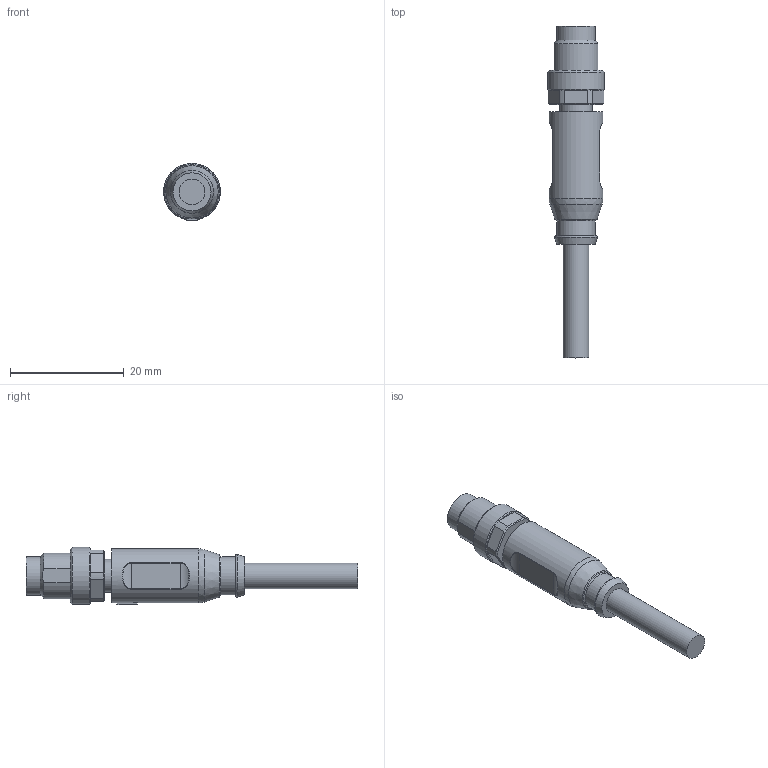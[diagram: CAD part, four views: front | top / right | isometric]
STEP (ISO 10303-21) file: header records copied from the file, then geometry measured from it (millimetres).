
FILE_DESCRIPTION(/* description */ (''),/* implementation_level */ '2;1');
FILE_NAME(/* name */ 'M8 male A-cod 3-pin.stp',/* time_stamp */ '2024-11-26T16:19:21+01:00',/* author */ ('dettke'),/* organization */ (''),/* preprocessor_version */ 'ST-DEVELOPER v20',/* originating_system */ 'Autodesk Inventor 2025',/* authorisation */ '');
FILE_SCHEMA (('AUTOMOTIVE_DESIGN { 1 0 10303 214 3 1 1 }'));
Length unit declared in the file: millimetre
Products named in the file (1): M8 male A-cod 3-pin
Bounding box: 10 x 58.4 x 10.05 mm (x, y, z)
Volume: 2447.5 mm3; surface area: 1668.4 mm2
Topology: 1 solids, 1 shells, 86 faces, 189 edges, 118 vertices
Faces by surface type: plane 35, cylinder 27, cone 10, bspline 10, torus 4
Full cylindrical faces by diameter (mm): 1 x3, 4.5 x1, 5.8 x2, 6.7 x1, 6.8 x1, 9.5 x1, 10 x1
Entity records: 2963 total; most frequent: CARTESIAN_POINT 1027, DIRECTION 413, ORIENTED_EDGE 378, EDGE_CURVE 189, AXIS2_PLACEMENT_3D 174, VERTEX_POINT 118, EDGE_LOOP 99, FACE_OUTER_BOUND 86
